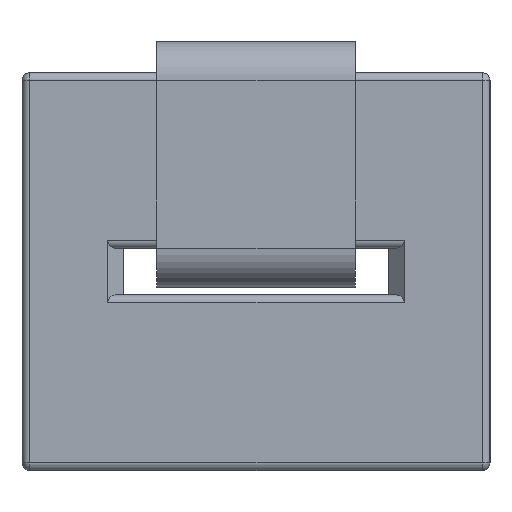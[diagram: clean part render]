
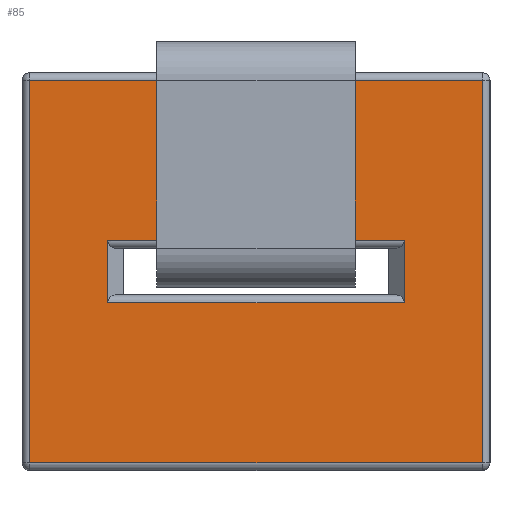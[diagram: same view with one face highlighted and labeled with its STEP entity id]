
A CAD part, left-side view. The second image highlights one B-rep face of the part: STEP entity #85.
In plain terms, the highlighted planar face has unit normal (-1, 0, 0).
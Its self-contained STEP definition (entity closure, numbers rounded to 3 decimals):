
#85 = ADVANCED_FACE( '', ( #189, #190 ), #191, .F. );
#189 = FACE_OUTER_BOUND( '', #324, .T. );
#190 = FACE_BOUND( '', #325, .T. );
#191 = PLANE( '', #326 );
#324 = EDGE_LOOP( '', ( #482, #483, #484, #485 ) );
#325 = EDGE_LOOP( '', ( #486, #487, #488, #489 ) );
#326 = AXIS2_PLACEMENT_3D( '', #490, #491, #492 );
#482 = ORIENTED_EDGE( '', *, *, #850, .T. );
#483 = ORIENTED_EDGE( '', *, *, #851, .T. );
#484 = ORIENTED_EDGE( '', *, *, #852, .T. );
#485 = ORIENTED_EDGE( '', *, *, #853, .T. );
#486 = ORIENTED_EDGE( '', *, *, #854, .T. );
#487 = ORIENTED_EDGE( '', *, *, #855, .T. );
#488 = ORIENTED_EDGE( '', *, *, #856, .T. );
#489 = ORIENTED_EDGE( '', *, *, #857, .T. );
#490 = CARTESIAN_POINT( '', ( -4.25, 1.5, 1.275 ) );
#491 = DIRECTION( '', ( 1., 0., 0. ) );
#492 = DIRECTION( '', ( 0., 0., -1. ) );
#850 = EDGE_CURVE( '', #1028, #1029, #1030, .T. );
#851 = EDGE_CURVE( '', #1029, #1031, #1032, .F. );
#852 = EDGE_CURVE( '', #1031, #1033, #1034, .F. );
#853 = EDGE_CURVE( '', #1033, #1028, #1035, .T. );
#854 = EDGE_CURVE( '', #1036, #1037, #1038, .T. );
#855 = EDGE_CURVE( '', #1037, #1039, #1040, .T. );
#856 = EDGE_CURVE( '', #1039, #1041, #1042, .T. );
#857 = EDGE_CURVE( '', #1041, #1036, #1043, .T. );
#1028 = VERTEX_POINT( '', #1394 );
#1029 = VERTEX_POINT( '', #1395 );
#1030 = LINE( '', #1396, #1397 );
#1031 = VERTEX_POINT( '', #1398 );
#1032 = LINE( '', #1399, #1400 );
#1033 = VERTEX_POINT( '', #1401 );
#1034 = LINE( '', #1402, #1403 );
#1035 = LINE( '', #1404, #1405 );
#1036 = VERTEX_POINT( '', #1406 );
#1037 = VERTEX_POINT( '', #1407 );
#1038 = LINE( '', #1408, #1409 );
#1039 = VERTEX_POINT( '', #1410 );
#1040 = LINE( '', #1411, #1412 );
#1041 = VERTEX_POINT( '', #1413 );
#1042 = LINE( '', #1414, #1415 );
#1043 = LINE( '', #1416, #1417 );
#1394 = CARTESIAN_POINT( '', ( -4.25, 1.45, -1.225 ) );
#1395 = CARTESIAN_POINT( '', ( -4.25, -1.45, -1.225 ) );
#1396 = CARTESIAN_POINT( '', ( -4.25, 1.5, -1.225 ) );
#1397 = VECTOR( '', #1676, 1000. );
#1398 = CARTESIAN_POINT( '', ( -4.25, -1.45, 1.225 ) );
#1399 = CARTESIAN_POINT( '', ( -4.25, -1.45, 1.275 ) );
#1400 = VECTOR( '', #1677, 1000. );
#1401 = CARTESIAN_POINT( '', ( -4.25, 1.45, 1.225 ) );
#1402 = CARTESIAN_POINT( '', ( -4.25, 1.5, 1.225 ) );
#1403 = VECTOR( '', #1678, 1000. );
#1404 = CARTESIAN_POINT( '', ( -4.25, 1.45, 1.275 ) );
#1405 = VECTOR( '', #1679, 1000. );
#1406 = CARTESIAN_POINT( '', ( -4.25, -0.95, -0.2 ) );
#1407 = CARTESIAN_POINT( '', ( -4.25, 0.95, -0.2 ) );
#1408 = CARTESIAN_POINT( '', ( -4.25, 0.95, -0.2 ) );
#1409 = VECTOR( '', #1680, 1000. );
#1410 = CARTESIAN_POINT( '', ( -4.25, 0.95, 0.2 ) );
#1411 = CARTESIAN_POINT( '', ( -4.25, 0.95, 0.15 ) );
#1412 = VECTOR( '', #1681, 1000. );
#1413 = CARTESIAN_POINT( '', ( -4.25, -0.95, 0.2 ) );
#1414 = CARTESIAN_POINT( '', ( -4.25, -0.95, 0.2 ) );
#1415 = VECTOR( '', #1682, 1000. );
#1416 = CARTESIAN_POINT( '', ( -4.25, -0.95, -0.15 ) );
#1417 = VECTOR( '', #1683, 1000. );
#1676 = DIRECTION( '', ( 0., -1., 0. ) );
#1677 = DIRECTION( '', ( 0., 0., -1. ) );
#1678 = DIRECTION( '', ( 0., -1., 0. ) );
#1679 = DIRECTION( '', ( 0., 0., -1. ) );
#1680 = DIRECTION( '', ( 0., 1., 0. ) );
#1681 = DIRECTION( '', ( 0., 0., 1. ) );
#1682 = DIRECTION( '', ( 0., -1., 0. ) );
#1683 = DIRECTION( '', ( 0., 0., -1. ) );
